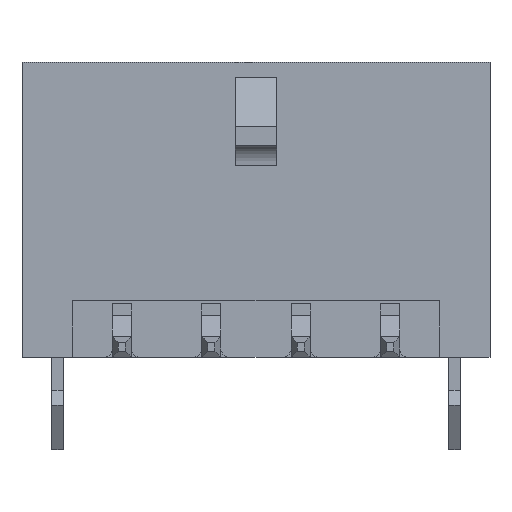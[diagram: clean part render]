
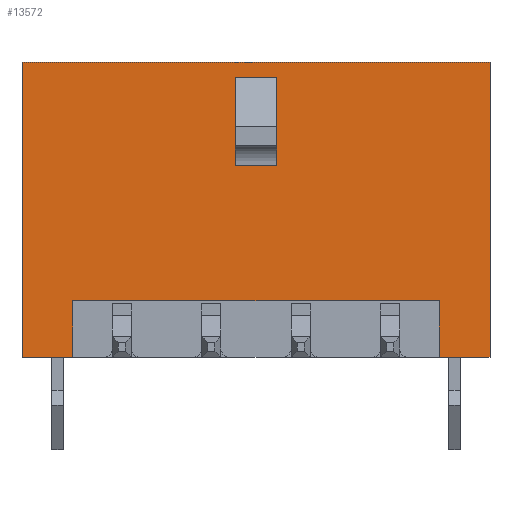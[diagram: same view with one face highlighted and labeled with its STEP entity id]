
A CAD part, front view. The second image highlights one B-rep face of the part: STEP entity #13572.
In plain terms, the highlighted planar face has unit normal (0, -1, 0).
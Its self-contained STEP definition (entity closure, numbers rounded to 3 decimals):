
#1338=ORIENTED_EDGE('',*,*,#3471,.T.);
#1339=ORIENTED_EDGE('',*,*,#3476,.T.);
#1340=ORIENTED_EDGE('',*,*,#3737,.F.);
#1341=ORIENTED_EDGE('',*,*,#3703,.T.);
#1342=ORIENTED_EDGE('',*,*,#3708,.T.);
#1343=ORIENTED_EDGE('',*,*,#3695,.F.);
#1344=ORIENTED_EDGE('',*,*,#3736,.F.);
#1345=ORIENTED_EDGE('',*,*,#3474,.T.);
#1346=ORIENTED_EDGE('',*,*,#3492,.F.);
#1347=ORIENTED_EDGE('',*,*,#3483,.F.);
#1348=ORIENTED_EDGE('',*,*,#3488,.T.);
#1349=ORIENTED_EDGE('',*,*,#3478,.T.);
#3471=EDGE_CURVE('',#4796,#4797,#5748,.T.);
#3474=EDGE_CURVE('',#4798,#4796,#5751,.T.);
#3476=EDGE_CURVE('',#4797,#4799,#5753,.T.);
#3478=EDGE_CURVE('',#4800,#4801,#5755,.T.);
#3483=EDGE_CURVE('',#4805,#4806,#5759,.T.);
#3488=EDGE_CURVE('',#4805,#4800,#5763,.T.);
#3492=EDGE_CURVE('',#4806,#4801,#5767,.T.);
#3695=EDGE_CURVE('',#4922,#4923,#5970,.T.);
#3703=EDGE_CURVE('',#4928,#4927,#5978,.T.);
#3708=EDGE_CURVE('',#4927,#4923,#5983,.T.);
#3736=EDGE_CURVE('',#4798,#4922,#6011,.T.);
#3737=EDGE_CURVE('',#4928,#4799,#6012,.T.);
#4796=VERTEX_POINT('',#18155);
#4797=VERTEX_POINT('',#18156);
#4798=VERTEX_POINT('',#18161);
#4799=VERTEX_POINT('',#18165);
#4800=VERTEX_POINT('',#18169);
#4801=VERTEX_POINT('',#18170);
#4805=VERTEX_POINT('',#18180);
#4806=VERTEX_POINT('',#18181);
#4922=VERTEX_POINT('',#18579);
#4923=VERTEX_POINT('',#18581);
#4927=VERTEX_POINT('',#18593);
#4928=VERTEX_POINT('',#18595);
#5748=LINE('',#18154,#7101);
#5751=LINE('',#18160,#7104);
#5753=LINE('',#18164,#7106);
#5755=LINE('',#18168,#7108);
#5759=LINE('',#18179,#7112);
#5763=LINE('',#18190,#7116);
#5767=LINE('',#18197,#7120);
#5970=LINE('',#18580,#7323);
#5978=LINE('',#18594,#7331);
#5983=LINE('',#18603,#7336);
#6011=LINE('',#18651,#7364);
#6012=LINE('',#18653,#7365);
#7101=VECTOR('',#15325,1000.);
#7104=VECTOR('',#15330,1000.);
#7106=VECTOR('',#15334,1000.);
#7108=VECTOR('',#15338,1000.);
#7112=VECTOR('',#15346,1000.);
#7116=VECTOR('',#15354,1000.);
#7120=VECTOR('',#15364,1000.);
#7323=VECTOR('',#15701,1000.);
#7331=VECTOR('',#15711,1000.);
#7336=VECTOR('',#15718,1000.);
#7364=VECTOR('',#15768,1000.);
#7365=VECTOR('',#15771,1000.);
#8197=EDGE_LOOP('',(#1338,#1339,#1340,#1341,#1342,#1343,#1344,#1345));
#8198=EDGE_LOOP('',(#1346,#1347,#1348,#1349));
#8754=FACE_BOUND('',#8197,.T.);
#8755=FACE_BOUND('',#8198,.T.);
#9276=PLANE('',#14155);
#13572=ADVANCED_FACE('',(#8754,#8755),#9276,.T.);
#14155=AXIS2_PLACEMENT_3D('',#18652,#15769,#15770);
#15325=DIRECTION('',(1.,0.,0.));
#15330=DIRECTION('',(0.,0.,1.));
#15334=DIRECTION('',(0.,0.,-1.));
#15338=DIRECTION('',(0.,0.,1.));
#15346=DIRECTION('',(0.,0.,1.));
#15354=DIRECTION('',(-1.,0.,0.));
#15364=DIRECTION('',(-1.,0.,0.));
#15701=DIRECTION('',(0.,0.,1.));
#15711=DIRECTION('',(0.,0.,1.));
#15718=DIRECTION('',(-1.,0.,0.));
#15768=DIRECTION('',(-1.,0.,0.));
#15769=DIRECTION('',(0.,-1.,0.));
#15770=DIRECTION('',(0.,0.,-1.));
#15771=DIRECTION('',(-1.,0.,0.));
#18154=CARTESIAN_POINT('',(-6.15,-3.43,-3.05));
#18155=CARTESIAN_POINT('',(-6.15,-3.43,-3.05));
#18156=CARTESIAN_POINT('',(6.15,-3.43,-3.05));
#18160=CARTESIAN_POINT('',(-6.15,-3.43,-4.95));
#18161=CARTESIAN_POINT('',(-6.15,-3.43,-4.95));
#18164=CARTESIAN_POINT('',(6.15,-3.43,-3.05));
#18165=CARTESIAN_POINT('',(6.15,-3.43,-4.95));
#18168=CARTESIAN_POINT('',(-0.7,-3.43,1.5));
#18169=CARTESIAN_POINT('',(-0.7,-3.43,1.5));
#18170=CARTESIAN_POINT('',(-0.7,-3.43,4.45));
#18179=CARTESIAN_POINT('',(0.7,-3.43,1.5));
#18180=CARTESIAN_POINT('',(0.7,-3.43,1.5));
#18181=CARTESIAN_POINT('',(0.7,-3.43,4.45));
#18190=CARTESIAN_POINT('',(0.7,-3.43,1.5));
#18197=CARTESIAN_POINT('',(0.7,-3.43,4.45));
#18579=CARTESIAN_POINT('',(-7.85,-3.43,-4.95));
#18580=CARTESIAN_POINT('',(-7.85,-3.43,-4.95));
#18581=CARTESIAN_POINT('',(-7.85,-3.43,4.95));
#18593=CARTESIAN_POINT('',(7.85,-3.43,4.95));
#18594=CARTESIAN_POINT('',(7.85,-3.43,-4.95));
#18595=CARTESIAN_POINT('',(7.85,-3.43,-4.95));
#18603=CARTESIAN_POINT('',(7.85,-3.43,4.95));
#18651=CARTESIAN_POINT('',(7.85,-3.43,-4.95));
#18652=CARTESIAN_POINT('',(7.85,-3.43,-4.95));
#18653=CARTESIAN_POINT('',(7.85,-3.43,-4.95));
